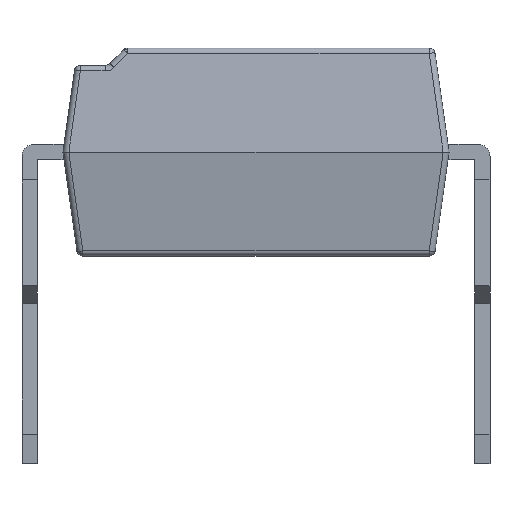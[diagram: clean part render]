
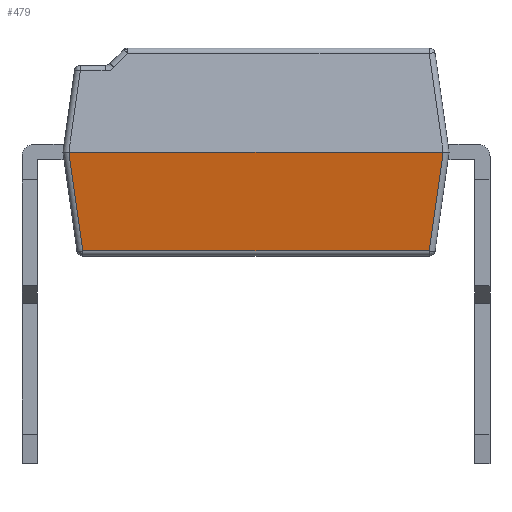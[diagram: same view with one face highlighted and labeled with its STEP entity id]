
A CAD part, front view. The second image highlights one B-rep face of the part: STEP entity #479.
In plain terms, the highlighted planar face has unit normal (0, -0.99, -0.139).
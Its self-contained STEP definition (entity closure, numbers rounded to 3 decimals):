
#232 = VERTEX_POINT('',#233);
#233 = CARTESIAN_POINT('',(0.923,-3.331,1.086
    ));
#242 = VERTEX_POINT('',#243);
#243 = CARTESIAN_POINT('',(6.757,-3.331,1.086
    ));
#250 = EDGE_CURVE('',#242,#232,#251,.T.);
#251 = LINE('',#252,#253);
#252 = CARTESIAN_POINT('',(0.436,-3.331,1.086
    ));
#253 = VECTOR('',#254,1.);
#254 = DIRECTION('',(-1.,0.,0.));
#479 = ADVANCED_FACE('',(#480),#505,.F.);
#480 = FACE_BOUND('',#481,.T.);
#481 = EDGE_LOOP('',(#482,#490,#491,#499));
#482 = ORIENTED_EDGE('',*,*,#483,.T.);
#483 = EDGE_CURVE('',#484,#232,#486,.T.);
#484 = VERTEX_POINT('',#485);
#485 = CARTESIAN_POINT('',(0.689,-3.565,2.75));
#486 = LINE('',#487,#488);
#487 = CARTESIAN_POINT('',(0.689,-3.565,2.75));
#488 = VECTOR('',#489,1.);
#489 = DIRECTION('',(0.138,0.138,-0.981));
#490 = ORIENTED_EDGE('',*,*,#250,.F.);
#491 = ORIENTED_EDGE('',*,*,#492,.T.);
#492 = EDGE_CURVE('',#242,#493,#495,.T.);
#493 = VERTEX_POINT('',#494);
#494 = CARTESIAN_POINT('',(6.991,-3.565,2.75));
#495 = LINE('',#496,#497);
#496 = CARTESIAN_POINT('',(6.757,-3.331,1.086
    ));
#497 = VECTOR('',#498,1.);
#498 = DIRECTION('',(0.138,-0.138,0.981));
#499 = ORIENTED_EDGE('',*,*,#500,.T.);
#500 = EDGE_CURVE('',#493,#484,#501,.T.);
#501 = LINE('',#502,#503);
#502 = CARTESIAN_POINT('',(0.59,-3.565,2.75));
#503 = VECTOR('',#504,1.);
#504 = DIRECTION('',(-1.,0.,0.));
#505 = PLANE('',#506);
#506 = AXIS2_PLACEMENT_3D('',#507,#508,#509);
#507 = CARTESIAN_POINT('',(0.59,-3.565,2.75));
#508 = DIRECTION('',(0.,0.99,0.139)
  );
#509 = DIRECTION('',(0.,-0.139,0.99)
  );
